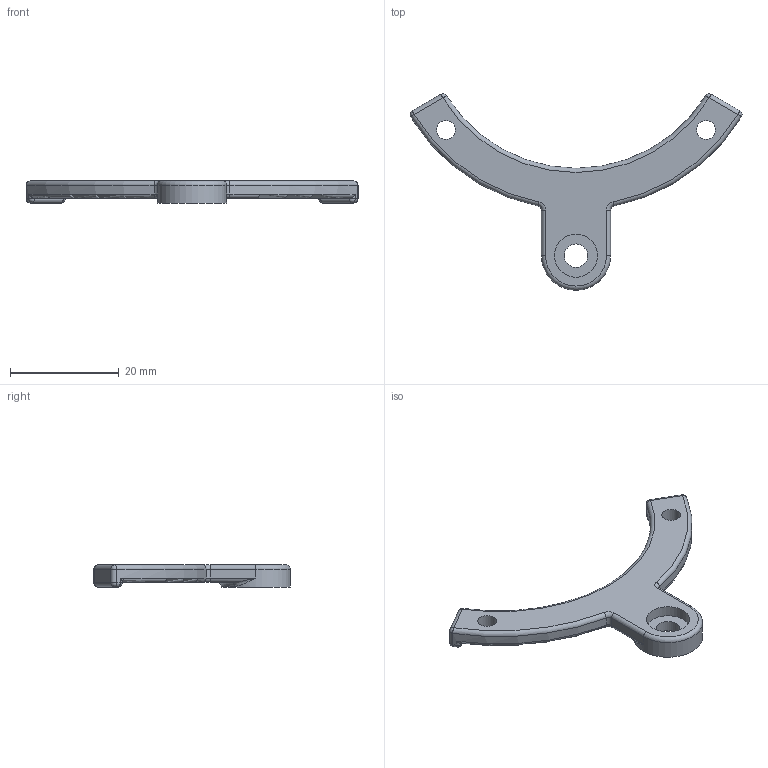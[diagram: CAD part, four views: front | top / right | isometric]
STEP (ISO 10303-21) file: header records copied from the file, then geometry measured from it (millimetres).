
FILE_DESCRIPTION(/* description */ ('STEP AP242','CAx-IF Rec.Pracs.---Representation and Presentation of Product Manufacturing Information (PMI)---4.0---2014-10-13','CAx-IF Rec.Pracs.---3D Tessellated Geometry---0.4---2014-09-14','2;1'),/* implementation_level */ '2;1');
FILE_NAME(/* name */ '61fdb0c6878c8c5744cea9b1',/* time_stamp */ '2022-02-04T23:03:34+00:00',/* author */ (''),/* organization */ (''),/* preprocessor_version */ 'ST-DEVELOPER v18.101',/* originating_system */ ' ',/* authorisation */ ' ');
FILE_SCHEMA (('AP242_MANAGED_MODEL_BASED_3D_ENGINEERING_MIM_LF { 1 0 10303 442 1 1 4 }'));
Length unit declared in the file: metre
Products named in the file (1): Hexapod Cable Clamp
Bounding box: 61.02 x 36.1 x 4.06 mm (x, y, z)
Volume: 2069.8 mm3; surface area: 1937.9 mm2
Topology: 1 solids, 1 shells, 70 faces, 166 edges, 85 vertices
Faces by surface type: cylinder 28, torus 16, plane 12, sphere 12, bspline 2
Full cylindrical faces by diameter (mm): 3.454 x2, 4.305 x1, 7.938 x1, 12.7 x1
Entity records: 1930 total; most frequent: CARTESIAN_POINT 371, DIRECTION 364, ORIENTED_EDGE 290, AXIS2_PLACEMENT_3D 160, EDGE_CURVE 145, CIRCLE 91, VERTEX_POINT 83, EDGE_LOOP 82
